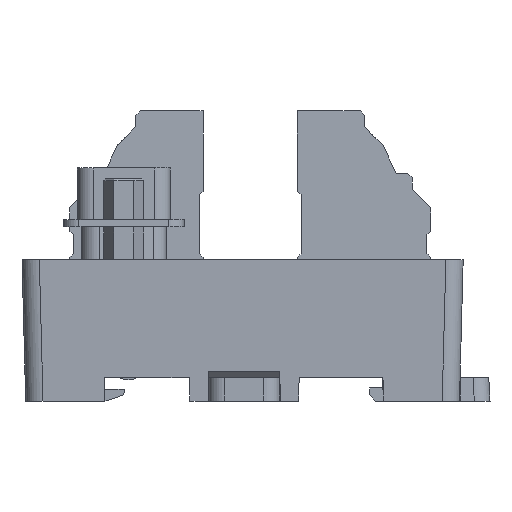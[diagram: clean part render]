
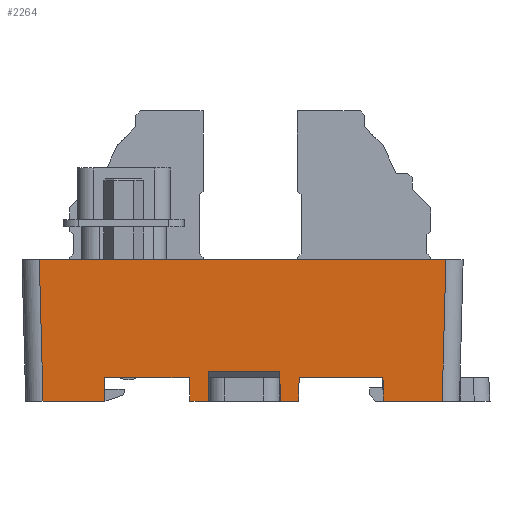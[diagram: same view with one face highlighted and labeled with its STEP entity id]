
A CAD part, left-side view. The second image highlights one B-rep face of the part: STEP entity #2264.
In plain terms, the highlighted planar face has unit normal (-1, 0, -0.026).
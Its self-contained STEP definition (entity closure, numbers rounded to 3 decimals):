
#1681=FACE_OUTER_BOUND('',#4275,.T.);
#2264=ADVANCED_FACE('',(#1681),#2956,.T.);
#2956=PLANE('',#14167);
#4275=EDGE_LOOP('',(#5939,#5940,#5941,#5942,#5943,#5944,#5945,#5946,#5947,
#5948,#5949,#5950,#5951,#5952,#5953,#5954));
#5939=ORIENTED_EDGE('',*,*,#10268,.T.);
#5940=ORIENTED_EDGE('',*,*,#10269,.F.);
#5941=ORIENTED_EDGE('',*,*,#10270,.T.);
#5942=ORIENTED_EDGE('',*,*,#10008,.T.);
#5943=ORIENTED_EDGE('',*,*,#10271,.T.);
#5944=ORIENTED_EDGE('',*,*,#10272,.T.);
#5945=ORIENTED_EDGE('',*,*,#10273,.T.);
#5946=ORIENTED_EDGE('',*,*,#10274,.T.);
#5947=ORIENTED_EDGE('',*,*,#10275,.T.);
#5948=ORIENTED_EDGE('',*,*,#10276,.T.);
#5949=ORIENTED_EDGE('',*,*,#10266,.F.);
#5950=ORIENTED_EDGE('',*,*,#10018,.T.);
#5951=ORIENTED_EDGE('',*,*,#10277,.F.);
#5952=ORIENTED_EDGE('',*,*,#10278,.F.);
#5953=ORIENTED_EDGE('',*,*,#10279,.T.);
#5954=ORIENTED_EDGE('',*,*,#10280,.F.);
#8795=VERTEX_POINT('',#19196);
#8796=VERTEX_POINT('',#19198);
#8805=VERTEX_POINT('',#19216);
#8806=VERTEX_POINT('',#19218);
#8988=VERTEX_POINT('',#19716);
#8989=VERTEX_POINT('',#19720);
#8990=VERTEX_POINT('',#19721);
#8991=VERTEX_POINT('',#19723);
#8992=VERTEX_POINT('',#19726);
#8993=VERTEX_POINT('',#19728);
#8994=VERTEX_POINT('',#19730);
#8995=VERTEX_POINT('',#19732);
#8996=VERTEX_POINT('',#19734);
#8997=VERTEX_POINT('',#19737);
#8998=VERTEX_POINT('',#19739);
#8999=VERTEX_POINT('',#19741);
#10008=EDGE_CURVE('',#8796,#8795,#11600,.T.);
#10018=EDGE_CURVE('',#8806,#8805,#11608,.T.);
#10266=EDGE_CURVE('',#8806,#8988,#11839,.T.);
#10268=EDGE_CURVE('',#8989,#8990,#11841,.T.);
#10269=EDGE_CURVE('',#8991,#8990,#11842,.T.);
#10270=EDGE_CURVE('',#8991,#8796,#11843,.T.);
#10271=EDGE_CURVE('',#8795,#8992,#11844,.T.);
#10272=EDGE_CURVE('',#8992,#8993,#11845,.T.);
#10273=EDGE_CURVE('',#8993,#8994,#11846,.T.);
#10274=EDGE_CURVE('',#8994,#8995,#11847,.T.);
#10275=EDGE_CURVE('',#8995,#8996,#11848,.T.);
#10276=EDGE_CURVE('',#8996,#8988,#11849,.T.);
#10277=EDGE_CURVE('',#8997,#8805,#11850,.T.);
#10278=EDGE_CURVE('',#8998,#8997,#11851,.T.);
#10279=EDGE_CURVE('',#8998,#8999,#11852,.T.);
#10280=EDGE_CURVE('',#8989,#8999,#11853,.T.);
#11600=LINE('',#19197,#12903);
#11608=LINE('',#19217,#12911);
#11839=LINE('',#19715,#13142);
#11841=LINE('',#19719,#13144);
#11842=LINE('',#19722,#13145);
#11843=LINE('',#19724,#13146);
#11844=LINE('',#19725,#13147);
#11845=LINE('',#19727,#13148);
#11846=LINE('',#19729,#13149);
#11847=LINE('',#19731,#13150);
#11848=LINE('',#19733,#13151);
#11849=LINE('',#19735,#13152);
#11850=LINE('',#19736,#13153);
#11851=LINE('',#19738,#13154);
#11852=LINE('',#19740,#13155);
#11853=LINE('',#19742,#13156);
#12903=VECTOR('',#15473,1.);
#12911=VECTOR('',#15485,1.);
#13142=VECTOR('',#15886,1.);
#13144=VECTOR('',#15890,1.);
#13145=VECTOR('',#15891,1.);
#13146=VECTOR('',#15892,1.);
#13147=VECTOR('',#15893,1.);
#13148=VECTOR('',#15894,1.);
#13149=VECTOR('',#15895,1.);
#13150=VECTOR('',#15896,1.);
#13151=VECTOR('',#15897,1.);
#13152=VECTOR('',#15898,1.);
#13153=VECTOR('',#15899,1.);
#13154=VECTOR('',#15900,1.);
#13155=VECTOR('',#15901,1.);
#13156=VECTOR('',#15902,1.);
#14167=AXIS2_PLACEMENT_3D('',#19743,#15903,#15904);
#15473=DIRECTION('',(0.,-1.,0.));
#15485=DIRECTION('',(0.,-1.,0.));
#15886=DIRECTION('',(0.026,0.017,-1.));
#15890=DIRECTION('',(0.026,-0.009,-1.));
#15891=DIRECTION('',(0.,1.,0.));
#15892=DIRECTION('',(-0.026,-0.035,0.999));
#15893=DIRECTION('',(0.026,-0.017,-1.));
#15894=DIRECTION('',(0.,-1.,0.));
#15895=DIRECTION('',(-0.026,-0.026,0.999));
#15896=DIRECTION('',(0.,1.,0.));
#15897=DIRECTION('',(0.026,-0.026,-0.999));
#15898=DIRECTION('',(0.,-1.,0.));
#15899=DIRECTION('',(-0.026,0.035,0.999));
#15900=DIRECTION('',(0.,1.,0.));
#15901=DIRECTION('',(-0.026,-0.009,1.));
#15902=DIRECTION('',(0.,1.,0.));
#15903=DIRECTION('',(-1.,0.,-0.026));
#15904=DIRECTION('',(-0.026,0.,1.));
#19196=CARTESIAN_POINT('',(-254.057,-18.086,-13.25));
#19197=CARTESIAN_POINT('',(-254.057,-0.436,-13.25));
#19198=CARTESIAN_POINT('',(-254.057,-7.436,-13.25));
#19216=CARTESIAN_POINT('',(-254.057,6.564,-13.25));
#19217=CARTESIAN_POINT('',(-254.057,-0.436,-13.25));
#19218=CARTESIAN_POINT('',(-254.057,17.314,-13.25));
#19715=CARTESIAN_POINT('',(-254.026,17.335,-14.454));
#19716=CARTESIAN_POINT('',(-253.979,17.366,-16.25));
#19719=CARTESIAN_POINT('',(-254.026,-4.997,-14.454));
#19720=CARTESIAN_POINT('',(-254.076,-4.98,-12.524));
#19721=CARTESIAN_POINT('',(-253.979,-5.012,-16.25));
#19722=CARTESIAN_POINT('',(-253.979,-0.436,-16.25));
#19723=CARTESIAN_POINT('',(-253.979,-7.331,-16.25));
#19724=CARTESIAN_POINT('',(-254.443,-7.95,1.468));
#19725=CARTESIAN_POINT('',(-254.458,-17.819,2.059));
#19726=CARTESIAN_POINT('',(-253.979,-18.138,-16.25));
#19727=CARTESIAN_POINT('',(-253.979,-0.436,-16.25));
#19728=CARTESIAN_POINT('',(-253.979,-25.616,-16.25));
#19729=CARTESIAN_POINT('',(-254.433,-26.07,1.09));
#19730=CARTESIAN_POINT('',(-254.45,-26.087,1.75));
#19731=CARTESIAN_POINT('',(-254.45,0.064,1.75));
#19732=CARTESIAN_POINT('',(-254.45,25.615,1.75));
#19733=CARTESIAN_POINT('',(-254.433,25.597,1.09));
#19734=CARTESIAN_POINT('',(-253.979,25.143,-16.25));
#19735=CARTESIAN_POINT('',(-253.979,0.064,-16.25));
#19736=CARTESIAN_POINT('',(-254.026,6.522,-14.452));
#19737=CARTESIAN_POINT('',(-253.979,6.459,-16.25));
#19738=CARTESIAN_POINT('',(-253.979,-0.436,-16.25));
#19739=CARTESIAN_POINT('',(-253.979,4.14,-16.25));
#19740=CARTESIAN_POINT('',(-254.026,4.124,-14.454));
#19741=CARTESIAN_POINT('',(-254.076,4.108,-12.524));
#19742=CARTESIAN_POINT('',(-254.076,209.009,-12.524));
#19743=CARTESIAN_POINT('',(-254.45,0.064,1.747));
